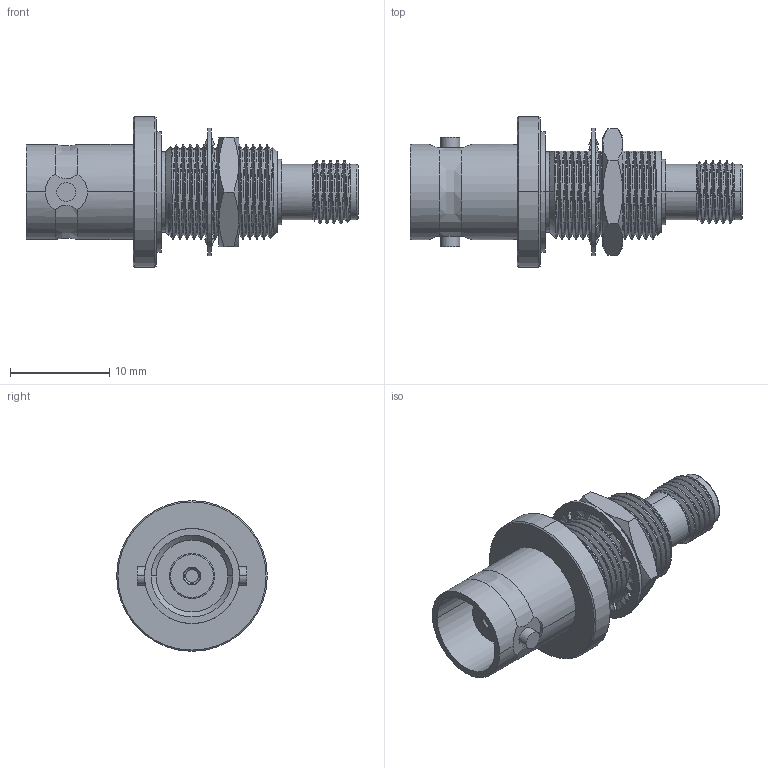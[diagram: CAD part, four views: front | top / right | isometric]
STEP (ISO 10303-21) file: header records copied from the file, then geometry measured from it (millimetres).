
FILE_DESCRIPTION (( 'STEP AP203' ), '1' );
FILE_NAME ('PE9407.step', '2018-10-11T16:00:58', ( '' ), ( '' ), 'SwSTEP 2.0', 'SolidWorks 2017', '' );
FILE_SCHEMA (( 'CONFIG_CONTROL_DESIGN' ));
Products named in the file (1): PE9407
Bounding box: 33.53 x 15.21 x 15.21 mm (x, y, z)
Volume: 1834.2 mm3; surface area: 2413.7 mm2
Topology: 3 solids, 3 shells, 315 faces, 880 edges, 586 vertices
Faces by surface type: cylinder 125, bspline 96, plane 48, cone 42, torus 4
Entity records: 33598 total; most frequent: CARTESIAN_POINT 26614, ORIENTED_EDGE 1760, DIRECTION 1047, EDGE_CURVE 880, VERTEX_POINT 586, AXIS2_PLACEMENT_3D 406, EDGE_LOOP 334, B_SPLINE_CURVE_WITH_KNOTS 320
